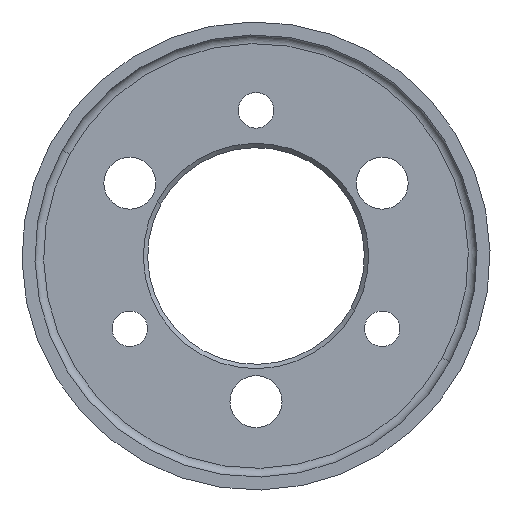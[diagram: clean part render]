
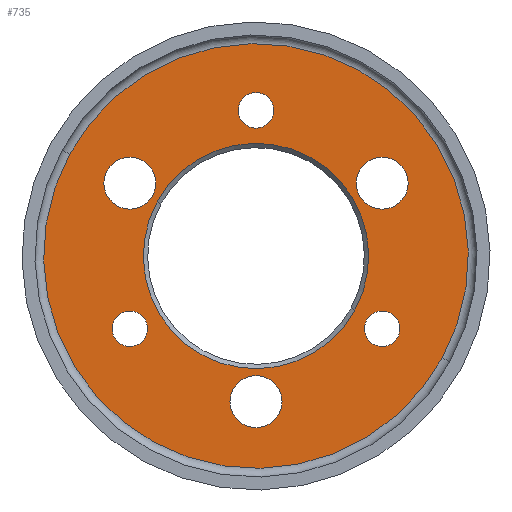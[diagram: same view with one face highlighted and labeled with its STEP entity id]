
A CAD part, left-side view. The second image highlights one B-rep face of the part: STEP entity #735.
In plain terms, the highlighted planar face has unit normal (-1, 0, 0).
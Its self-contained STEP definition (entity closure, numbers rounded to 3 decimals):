
#217=CARTESIAN_POINT('Vertex',(0.,43.002,23.492)) ;
#220=CARTESIAN_POINT('Axis2P3D Location',(0.,0.,0.)) ;
#224=CARTESIAN_POINT('Vertex',(0.,-43.002,-23.492)) ;
#244=CARTESIAN_POINT('Axis2P3D Location',(0.,0.,0.)) ;
#360=CARTESIAN_POINT('Vertex',(0.,6.,-33.6)) ;
#363=CARTESIAN_POINT('Axis2P3D Location',(0.,0.,-33.6)) ;
#367=CARTESIAN_POINT('Vertex',(0.,-6.,-33.6)) ;
#387=CARTESIAN_POINT('Axis2P3D Location',(0.,0.,-33.6)) ;
#417=CARTESIAN_POINT('Vertex',(0.,-23.098,16.8)) ;
#420=CARTESIAN_POINT('Axis2P3D Location',(0.,-29.098,16.8)) ;
#424=CARTESIAN_POINT('Vertex',(0.,-35.098,16.8)) ;
#444=CARTESIAN_POINT('Axis2P3D Location',(0.,-29.098,16.8)) ;
#474=CARTESIAN_POINT('Vertex',(0.,33.198,-16.8)) ;
#477=CARTESIAN_POINT('Axis2P3D Location',(0.,29.098,-16.8)) ;
#481=CARTESIAN_POINT('Vertex',(0.,24.998,-16.8)) ;
#501=CARTESIAN_POINT('Axis2P3D Location',(0.,29.098,-16.8)) ;
#531=CARTESIAN_POINT('Vertex',(0.,-24.998,-16.8)) ;
#534=CARTESIAN_POINT('Axis2P3D Location',(0.,-29.098,-16.8)) ;
#538=CARTESIAN_POINT('Vertex',(0.,-33.198,-16.8)) ;
#558=CARTESIAN_POINT('Axis2P3D Location',(0.,-29.098,-16.8)) ;
#588=CARTESIAN_POINT('Vertex',(0.,35.098,16.8)) ;
#591=CARTESIAN_POINT('Axis2P3D Location',(0.,29.098,16.8)) ;
#595=CARTESIAN_POINT('Vertex',(0.,23.098,16.8)) ;
#615=CARTESIAN_POINT('Axis2P3D Location',(0.,29.098,16.8)) ;
#645=CARTESIAN_POINT('Vertex',(0.,4.1,33.6)) ;
#648=CARTESIAN_POINT('Axis2P3D Location',(0.,0.,33.6)) ;
#652=CARTESIAN_POINT('Vertex',(0.,-4.1,33.6)) ;
#672=CARTESIAN_POINT('Axis2P3D Location',(0.,0.,33.6)) ;
#684=CARTESIAN_POINT('Axis2P3D Location',(0.,25.,0.)) ;
#693=CARTESIAN_POINT('Axis2P3D Location',(0.,0.,0.)) ;
#697=CARTESIAN_POINT('Vertex',(0.,-22.817,-12.465)) ;
#699=CARTESIAN_POINT('Vertex',(0.,22.817,12.465)) ;
#702=CARTESIAN_POINT('Axis2P3D Location',(0.,0.,0.)) ;
#221=DIRECTION('Axis2P3D Direction',(1.,-0.,0.)) ;
#245=DIRECTION('Axis2P3D Direction',(1.,0.,-0.)) ;
#364=DIRECTION('Axis2P3D Direction',(-1.,0.,0.)) ;
#388=DIRECTION('Axis2P3D Direction',(-1.,0.,0.)) ;
#421=DIRECTION('Axis2P3D Direction',(-1.,0.,0.)) ;
#445=DIRECTION('Axis2P3D Direction',(-1.,0.,0.)) ;
#478=DIRECTION('Axis2P3D Direction',(-1.,0.,0.)) ;
#502=DIRECTION('Axis2P3D Direction',(-1.,0.,0.)) ;
#535=DIRECTION('Axis2P3D Direction',(-1.,0.,0.)) ;
#559=DIRECTION('Axis2P3D Direction',(-1.,0.,0.)) ;
#592=DIRECTION('Axis2P3D Direction',(-1.,0.,0.)) ;
#616=DIRECTION('Axis2P3D Direction',(-1.,0.,0.)) ;
#649=DIRECTION('Axis2P3D Direction',(-1.,0.,0.)) ;
#673=DIRECTION('Axis2P3D Direction',(-1.,0.,0.)) ;
#685=DIRECTION('Axis2P3D Direction',(1.,0.,0.)) ;
#686=DIRECTION('Axis2P3D XDirection',(0.,1.,0.)) ;
#694=DIRECTION('Axis2P3D Direction',(1.,0.,0.)) ;
#703=DIRECTION('Axis2P3D Direction',(1.,0.,0.)) ;
#222=AXIS2_PLACEMENT_3D('Circle Axis2P3D',#220,#221,$) ;
#246=AXIS2_PLACEMENT_3D('Circle Axis2P3D',#244,#245,$) ;
#365=AXIS2_PLACEMENT_3D('Circle Axis2P3D',#363,#364,$) ;
#389=AXIS2_PLACEMENT_3D('Circle Axis2P3D',#387,#388,$) ;
#422=AXIS2_PLACEMENT_3D('Circle Axis2P3D',#420,#421,$) ;
#446=AXIS2_PLACEMENT_3D('Circle Axis2P3D',#444,#445,$) ;
#479=AXIS2_PLACEMENT_3D('Circle Axis2P3D',#477,#478,$) ;
#503=AXIS2_PLACEMENT_3D('Circle Axis2P3D',#501,#502,$) ;
#536=AXIS2_PLACEMENT_3D('Circle Axis2P3D',#534,#535,$) ;
#560=AXIS2_PLACEMENT_3D('Circle Axis2P3D',#558,#559,$) ;
#593=AXIS2_PLACEMENT_3D('Circle Axis2P3D',#591,#592,$) ;
#617=AXIS2_PLACEMENT_3D('Circle Axis2P3D',#615,#616,$) ;
#650=AXIS2_PLACEMENT_3D('Circle Axis2P3D',#648,#649,$) ;
#674=AXIS2_PLACEMENT_3D('Circle Axis2P3D',#672,#673,$) ;
#687=AXIS2_PLACEMENT_3D('Plane Axis2P3D',#684,#685,#686) ;
#695=AXIS2_PLACEMENT_3D('Circle Axis2P3D',#693,#694,$) ;
#704=AXIS2_PLACEMENT_3D('Circle Axis2P3D',#702,#703,$) ;
#690=ORIENTED_EDGE('',*,*,#248,.T.) ;
#691=ORIENTED_EDGE('',*,*,#226,.T.) ;
#708=ORIENTED_EDGE('',*,*,#701,.T.) ;
#709=ORIENTED_EDGE('',*,*,#706,.T.) ;
#712=ORIENTED_EDGE('',*,*,#654,.F.) ;
#713=ORIENTED_EDGE('',*,*,#676,.F.) ;
#716=ORIENTED_EDGE('',*,*,#426,.F.) ;
#717=ORIENTED_EDGE('',*,*,#448,.F.) ;
#720=ORIENTED_EDGE('',*,*,#540,.F.) ;
#721=ORIENTED_EDGE('',*,*,#562,.F.) ;
#724=ORIENTED_EDGE('',*,*,#369,.F.) ;
#725=ORIENTED_EDGE('',*,*,#391,.F.) ;
#728=ORIENTED_EDGE('',*,*,#483,.F.) ;
#729=ORIENTED_EDGE('',*,*,#505,.F.) ;
#732=ORIENTED_EDGE('',*,*,#597,.F.) ;
#733=ORIENTED_EDGE('',*,*,#619,.F.) ;
#710=FACE_BOUND('',#707,.T.) ;
#714=FACE_BOUND('',#711,.T.) ;
#718=FACE_BOUND('',#715,.T.) ;
#722=FACE_BOUND('',#719,.T.) ;
#726=FACE_BOUND('',#723,.T.) ;
#730=FACE_BOUND('',#727,.T.) ;
#734=FACE_BOUND('',#731,.T.) ;
#735=ADVANCED_FACE('Corps principal',(#692,#710,#714,#718,#722,#726,#730,#734),#688,.F.) ;
#223=CIRCLE('generated circle',#222,49.) ;
#247=CIRCLE('generated circle',#246,49.) ;
#366=CIRCLE('generated circle',#365,6.) ;
#390=CIRCLE('generated circle',#389,6.) ;
#423=CIRCLE('generated circle',#422,6.) ;
#447=CIRCLE('generated circle',#446,6.) ;
#480=CIRCLE('generated circle',#479,4.1) ;
#504=CIRCLE('generated circle',#503,4.1) ;
#537=CIRCLE('generated circle',#536,4.1) ;
#561=CIRCLE('generated circle',#560,4.1) ;
#594=CIRCLE('generated circle',#593,6.) ;
#618=CIRCLE('generated circle',#617,6.) ;
#651=CIRCLE('generated circle',#650,4.1) ;
#675=CIRCLE('generated circle',#674,4.1) ;
#696=CIRCLE('generated circle',#695,26.) ;
#705=CIRCLE('generated circle',#704,26.) ;
#226=EDGE_CURVE('',#225,#218,#223,.F.) ;
#248=EDGE_CURVE('',#218,#225,#247,.F.) ;
#369=EDGE_CURVE('',#361,#368,#366,.T.) ;
#391=EDGE_CURVE('',#368,#361,#390,.T.) ;
#426=EDGE_CURVE('',#418,#425,#423,.T.) ;
#448=EDGE_CURVE('',#425,#418,#447,.T.) ;
#483=EDGE_CURVE('',#475,#482,#480,.T.) ;
#505=EDGE_CURVE('',#482,#475,#504,.T.) ;
#540=EDGE_CURVE('',#532,#539,#537,.T.) ;
#562=EDGE_CURVE('',#539,#532,#561,.T.) ;
#597=EDGE_CURVE('',#589,#596,#594,.T.) ;
#619=EDGE_CURVE('',#596,#589,#618,.T.) ;
#654=EDGE_CURVE('',#646,#653,#651,.T.) ;
#676=EDGE_CURVE('',#653,#646,#675,.T.) ;
#701=EDGE_CURVE('',#698,#700,#696,.T.) ;
#706=EDGE_CURVE('',#700,#698,#705,.T.) ;
#689=EDGE_LOOP('',(#690,#691)) ;
#707=EDGE_LOOP('',(#708,#709)) ;
#711=EDGE_LOOP('',(#712,#713)) ;
#715=EDGE_LOOP('',(#716,#717)) ;
#719=EDGE_LOOP('',(#720,#721)) ;
#723=EDGE_LOOP('',(#724,#725)) ;
#727=EDGE_LOOP('',(#728,#729)) ;
#731=EDGE_LOOP('',(#732,#733)) ;
#692=FACE_OUTER_BOUND('',#689,.T.) ;
#688=PLANE('Plane',#687) ;
#218=VERTEX_POINT('',#217) ;
#225=VERTEX_POINT('',#224) ;
#361=VERTEX_POINT('',#360) ;
#368=VERTEX_POINT('',#367) ;
#418=VERTEX_POINT('',#417) ;
#425=VERTEX_POINT('',#424) ;
#475=VERTEX_POINT('',#474) ;
#482=VERTEX_POINT('',#481) ;
#532=VERTEX_POINT('',#531) ;
#539=VERTEX_POINT('',#538) ;
#589=VERTEX_POINT('',#588) ;
#596=VERTEX_POINT('',#595) ;
#646=VERTEX_POINT('',#645) ;
#653=VERTEX_POINT('',#652) ;
#698=VERTEX_POINT('',#697) ;
#700=VERTEX_POINT('',#699) ;
